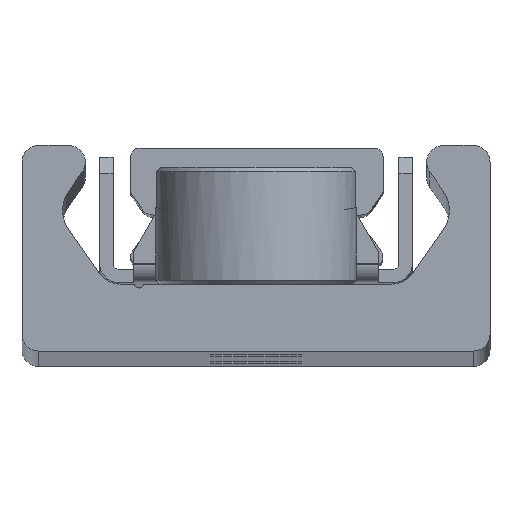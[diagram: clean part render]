
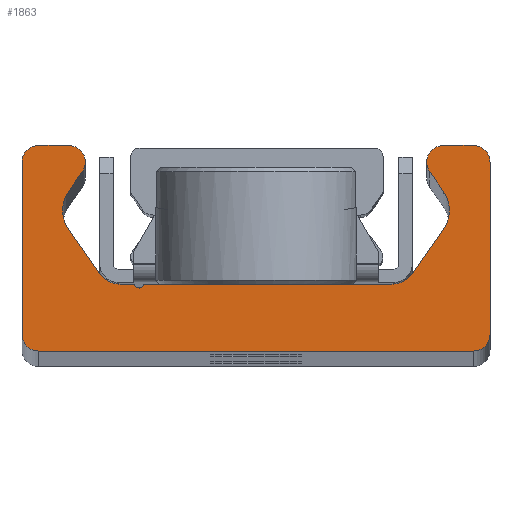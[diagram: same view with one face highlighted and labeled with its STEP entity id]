
A CAD part, top view. The second image highlights one B-rep face of the part: STEP entity #1863.
In plain terms, the highlighted planar face has unit normal (0, 0, 1).
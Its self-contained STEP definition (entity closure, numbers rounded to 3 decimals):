
#981=CARTESIAN_POINT('',(-13.0,0.0,530.0));
#982=VERTEX_POINT('',#981);
#983=CARTESIAN_POINT('',(-14.,1.0,530.0));
#984=VERTEX_POINT('',#983);
#985=CARTESIAN_POINT('',(-13.0,1.0,530.0));
#986=DIRECTION('',(0.0,0.0,-1.0));
#987=DIRECTION('',(-1.0,0.0,0.0));
#988=AXIS2_PLACEMENT_3D('',#985,#986,#987);
#989=CIRCLE('',#988,1.0);
#990=EDGE_CURVE('',#982,#984,#989,.T.);
#1023=CARTESIAN_POINT('',(-14.,11.3,530.0));
#1024=VERTEX_POINT('',#1023);
#1025=CARTESIAN_POINT('',(-14.,1.0,530.0));
#1026=DIRECTION('',(0.0,1.0,0.0));
#1027=VECTOR('',#1026,10.3);
#1028=LINE('',#1025,#1027);
#1029=EDGE_CURVE('',#984,#1024,#1028,.T.);
#1054=CARTESIAN_POINT('',(-13.0,12.3,530.0));
#1055=VERTEX_POINT('',#1054);
#1056=CARTESIAN_POINT('',(-13.0,11.3,530.0));
#1057=DIRECTION('',(0.0,0.0,-1.0));
#1058=DIRECTION('',(0.0,1.0,0.0));
#1059=AXIS2_PLACEMENT_3D('',#1056,#1057,#1058);
#1060=CIRCLE('',#1059,1.0);
#1061=EDGE_CURVE('',#1024,#1055,#1060,.T.);
#1087=CARTESIAN_POINT('',(-11.214,12.3,530.0));
#1088=VERTEX_POINT('',#1087);
#1089=CARTESIAN_POINT('',(-13.0,12.3,530.0));
#1090=DIRECTION('',(1.0,0.0,0.0));
#1091=VECTOR('',#1090,1.786);
#1092=LINE('',#1089,#1091);
#1093=EDGE_CURVE('',#1055,#1088,#1092,.T.);
#1118=CARTESIAN_POINT('',(-10.395,10.726,530.0));
#1119=VERTEX_POINT('',#1118);
#1120=CARTESIAN_POINT('',(-11.214,11.3,530.0));
#1121=DIRECTION('',(0.0,0.0,-1.0));
#1122=DIRECTION('',(0.819,-0.574,0.0));
#1123=AXIS2_PLACEMENT_3D('',#1120,#1121,#1122);
#1124=CIRCLE('',#1123,1.0);
#1125=EDGE_CURVE('',#1088,#1119,#1124,.T.);
#1151=CARTESIAN_POINT('',(-11.206,9.567,530.0));
#1152=VERTEX_POINT('',#1151);
#1153=CARTESIAN_POINT('',(-10.395,10.726,530.0));
#1154=DIRECTION('',(-0.574,-0.819,0.0));
#1155=VECTOR('',#1154,1.415);
#1156=LINE('',#1153,#1155);
#1157=EDGE_CURVE('',#1119,#1152,#1156,.T.);
#1182=CARTESIAN_POINT('',(-11.206,7.273,530.0));
#1183=VERTEX_POINT('',#1182);
#1184=CARTESIAN_POINT('',(-9.568,8.42,530.0));
#1185=DIRECTION('',(0.0,0.0,1.0));
#1186=DIRECTION('',(0.819,-0.574,0.0));
#1187=AXIS2_PLACEMENT_3D('',#1184,#1185,#1186);
#1188=CIRCLE('',#1187,2.0);
#1189=EDGE_CURVE('',#1152,#1183,#1188,.T.);
#1215=CARTESIAN_POINT('',(-9.363,4.64,530.0));
#1216=VERTEX_POINT('',#1215);
#1217=CARTESIAN_POINT('',(-11.206,7.273,530.0));
#1218=DIRECTION('',(0.574,-0.819,0.0));
#1219=VECTOR('',#1218,3.215);
#1220=LINE('',#1217,#1219);
#1221=EDGE_CURVE('',#1183,#1216,#1220,.T.);
#1246=CARTESIAN_POINT('',(-8.134,4.0,530.0));
#1247=VERTEX_POINT('',#1246);
#1248=CARTESIAN_POINT('',(-8.134,5.5,530.0));
#1249=DIRECTION('',(0.0,0.0,1.0));
#1250=DIRECTION('',(0.819,0.574,0.0));
#1251=AXIS2_PLACEMENT_3D('',#1248,#1249,#1250);
#1252=CIRCLE('',#1251,1.5);
#1253=EDGE_CURVE('',#1216,#1247,#1252,.T.);
#1279=CARTESIAN_POINT('',(-7.335,4.,530.0));
#1280=VERTEX_POINT('',#1279);
#1281=CARTESIAN_POINT('',(-8.134,4.0,530.0));
#1282=DIRECTION('',(1.0,0.0,0.0));
#1283=VECTOR('',#1282,0.798);
#1284=LINE('',#1281,#1283);
#1285=EDGE_CURVE('',#1247,#1280,#1284,.T.);
#1310=CARTESIAN_POINT('',(-7.24,3.929,530.0));
#1311=VERTEX_POINT('',#1310);
#1312=CARTESIAN_POINT('',(-7.335,3.9,530.0));
#1313=DIRECTION('',(0.0,0.0,-1.));
#1314=DIRECTION('',(0.958,0.286,0.0));
#1315=AXIS2_PLACEMENT_3D('',#1312,#1313,#1314);
#1316=CIRCLE('',#1315,0.1);
#1317=EDGE_CURVE('',#1280,#1311,#1316,.T.);
#1343=CARTESIAN_POINT('',(-6.76,3.929,530.0));
#1344=VERTEX_POINT('',#1343);
#1345=CARTESIAN_POINT('',(-7.,4.0,530.0));
#1346=DIRECTION('',(0.0,0.0,1.));
#1347=DIRECTION('',(0.958,0.286,0.0));
#1348=AXIS2_PLACEMENT_3D('',#1345,#1346,#1347);
#1349=CIRCLE('',#1348,0.25);
#1350=EDGE_CURVE('',#1311,#1344,#1349,.T.);
#1376=CARTESIAN_POINT('',(-6.665,4.,530.0));
#1377=VERTEX_POINT('',#1376);
#1378=CARTESIAN_POINT('',(-6.665,3.9,530.0));
#1379=DIRECTION('',(0.0,0.0,-1.0));
#1380=DIRECTION('',(0.0,1.0,0.0));
#1381=AXIS2_PLACEMENT_3D('',#1378,#1379,#1380);
#1382=CIRCLE('',#1381,0.1);
#1383=EDGE_CURVE('',#1344,#1377,#1382,.T.);
#1409=CARTESIAN_POINT('',(8.134,4.,530.0));
#1410=VERTEX_POINT('',#1409);
#1411=CARTESIAN_POINT('',(-6.665,4.,530.0));
#1412=DIRECTION('',(1.0,0.0,0.0));
#1413=VECTOR('',#1412,14.798);
#1414=LINE('',#1411,#1413);
#1415=EDGE_CURVE('',#1377,#1410,#1414,.T.);
#1467=CARTESIAN_POINT('',(9.363,4.64,530.0));
#1468=VERTEX_POINT('',#1467);
#1469=CARTESIAN_POINT('',(8.134,5.5,530.0));
#1470=DIRECTION('',(0.0,0.0,1.0));
#1471=DIRECTION('',(0.0,1.0,0.0));
#1472=AXIS2_PLACEMENT_3D('',#1469,#1470,#1471);
#1473=CIRCLE('',#1472,1.5);
#1474=EDGE_CURVE('',#1410,#1468,#1473,.T.);
#1500=CARTESIAN_POINT('',(11.206,7.273,530.0));
#1501=VERTEX_POINT('',#1500);
#1502=CARTESIAN_POINT('',(9.363,4.64,530.0));
#1503=DIRECTION('',(0.574,0.819,0.0));
#1504=VECTOR('',#1503,3.215);
#1505=LINE('',#1502,#1504);
#1506=EDGE_CURVE('',#1468,#1501,#1505,.T.);
#1531=CARTESIAN_POINT('',(11.206,9.567,530.0));
#1532=VERTEX_POINT('',#1531);
#1533=CARTESIAN_POINT('',(9.568,8.42,530.0));
#1534=DIRECTION('',(0.0,0.0,1.));
#1535=DIRECTION('',(-0.819,0.574,0.0));
#1536=AXIS2_PLACEMENT_3D('',#1533,#1534,#1535);
#1537=CIRCLE('',#1536,2.0);
#1538=EDGE_CURVE('',#1501,#1532,#1537,.T.);
#1564=CARTESIAN_POINT('',(10.395,10.726,530.0));
#1565=VERTEX_POINT('',#1564);
#1566=CARTESIAN_POINT('',(11.206,9.567,530.0));
#1567=DIRECTION('',(-0.574,0.819,0.0));
#1568=VECTOR('',#1567,1.415);
#1569=LINE('',#1566,#1568);
#1570=EDGE_CURVE('',#1532,#1565,#1569,.T.);
#1595=CARTESIAN_POINT('',(11.214,12.3,530.0));
#1596=VERTEX_POINT('',#1595);
#1597=CARTESIAN_POINT('',(11.214,11.3,530.0));
#1598=DIRECTION('',(0.0,0.0,-1.0));
#1599=DIRECTION('',(0.0,1.0,0.0));
#1600=AXIS2_PLACEMENT_3D('',#1597,#1598,#1599);
#1601=CIRCLE('',#1600,1.0);
#1602=EDGE_CURVE('',#1565,#1596,#1601,.T.);
#1628=CARTESIAN_POINT('',(13.0,12.3,530.0));
#1629=VERTEX_POINT('',#1628);
#1630=CARTESIAN_POINT('',(11.214,12.3,530.0));
#1631=DIRECTION('',(1.0,0.0,0.0));
#1632=VECTOR('',#1631,1.786);
#1633=LINE('',#1630,#1632);
#1634=EDGE_CURVE('',#1596,#1629,#1633,.T.);
#1659=CARTESIAN_POINT('',(14.,11.3,530.0));
#1660=VERTEX_POINT('',#1659);
#1661=CARTESIAN_POINT('',(13.0,11.3,530.0));
#1662=DIRECTION('',(0.0,0.0,-1.0));
#1663=DIRECTION('',(1.0,0.0,0.0));
#1664=AXIS2_PLACEMENT_3D('',#1661,#1662,#1663);
#1665=CIRCLE('',#1664,1.0);
#1666=EDGE_CURVE('',#1629,#1660,#1665,.T.);
#1692=CARTESIAN_POINT('',(14.,1.0,530.0));
#1693=VERTEX_POINT('',#1692);
#1694=CARTESIAN_POINT('',(14.,11.3,530.0));
#1695=DIRECTION('',(0.0,-1.0,0.0));
#1696=VECTOR('',#1695,10.3);
#1697=LINE('',#1694,#1696);
#1698=EDGE_CURVE('',#1660,#1693,#1697,.T.);
#1723=CARTESIAN_POINT('',(13.0,0.0,530.0));
#1724=VERTEX_POINT('',#1723);
#1725=CARTESIAN_POINT('',(13.0,1.0,530.0));
#1726=DIRECTION('',(0.0,0.0,-1.0));
#1727=DIRECTION('',(0.0,-1.0,0.0));
#1728=AXIS2_PLACEMENT_3D('',#1725,#1726,#1727);
#1729=CIRCLE('',#1728,1.0);
#1730=EDGE_CURVE('',#1693,#1724,#1729,.T.);
#1756=CARTESIAN_POINT('',(13.0,0.0,530.0));
#1757=DIRECTION('',(-1.0,0.0,0.0));
#1758=VECTOR('',#1757,26.0);
#1759=LINE('',#1756,#1758);
#1760=EDGE_CURVE('',#1724,#982,#1759,.T.);
#1832=CARTESIAN_POINT('',(-0.017,4.731,530.0));
#1833=DIRECTION('',(0.0,0.0,1.0));
#1834=DIRECTION('',(1.0,0.0,0.0));
#1835=AXIS2_PLACEMENT_3D('',#1832,#1833,#1834);
#1836=PLANE('',#1835);
#1837=ORIENTED_EDGE('',*,*,#990,.F.);
#1838=ORIENTED_EDGE('',*,*,#1760,.F.);
#1839=ORIENTED_EDGE('',*,*,#1730,.F.);
#1840=ORIENTED_EDGE('',*,*,#1698,.F.);
#1841=ORIENTED_EDGE('',*,*,#1666,.F.);
#1842=ORIENTED_EDGE('',*,*,#1634,.F.);
#1843=ORIENTED_EDGE('',*,*,#1602,.F.);
#1844=ORIENTED_EDGE('',*,*,#1570,.F.);
#1845=ORIENTED_EDGE('',*,*,#1538,.F.);
#1846=ORIENTED_EDGE('',*,*,#1506,.F.);
#1847=ORIENTED_EDGE('',*,*,#1474,.F.);
#1848=ORIENTED_EDGE('',*,*,#1415,.F.);
#1849=ORIENTED_EDGE('',*,*,#1383,.F.);
#1850=ORIENTED_EDGE('',*,*,#1350,.F.);
#1851=ORIENTED_EDGE('',*,*,#1317,.F.);
#1852=ORIENTED_EDGE('',*,*,#1285,.F.);
#1853=ORIENTED_EDGE('',*,*,#1253,.F.);
#1854=ORIENTED_EDGE('',*,*,#1221,.F.);
#1855=ORIENTED_EDGE('',*,*,#1189,.F.);
#1856=ORIENTED_EDGE('',*,*,#1157,.F.);
#1857=ORIENTED_EDGE('',*,*,#1125,.F.);
#1858=ORIENTED_EDGE('',*,*,#1093,.F.);
#1859=ORIENTED_EDGE('',*,*,#1061,.F.);
#1860=ORIENTED_EDGE('',*,*,#1029,.F.);
#1861=EDGE_LOOP('',(#1837,#1838,#1839,#1840,#1841,#1842,#1843,#1844,#1845,#1846,#1847,#1848,#1849,#1850,#1851,#1852,#1853,#1854,#1855,#1856,#1857,#1858,#1859,#1860));
#1862=FACE_OUTER_BOUND('',#1861,.T.);
#1863=ADVANCED_FACE('',(#1862),#1836,.T.);
